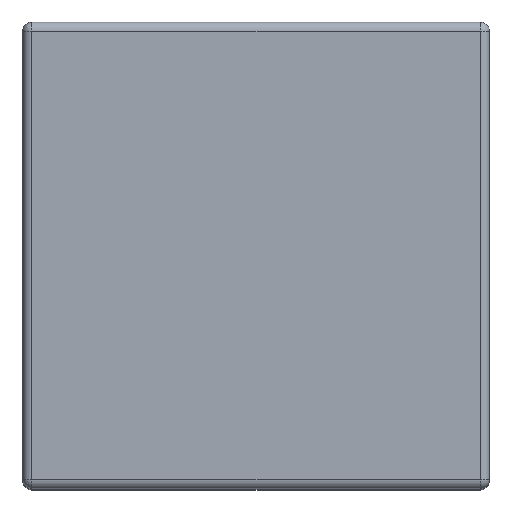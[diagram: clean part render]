
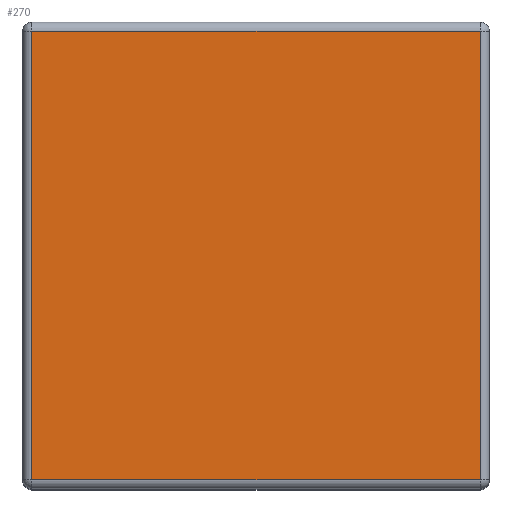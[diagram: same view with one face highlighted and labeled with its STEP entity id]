
A CAD part, top view. The second image highlights one B-rep face of the part: STEP entity #270.
In plain terms, the highlighted planar face has unit normal (0, 0, 1).
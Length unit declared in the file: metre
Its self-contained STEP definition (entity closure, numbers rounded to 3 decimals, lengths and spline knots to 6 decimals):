
#182 = EDGE_CURVE( '', #476, #477, #478, .T. );
#184 = EDGE_CURVE( '', #454, #466, #480, .T. );
#270 = ADVANCED_FACE( '', ( #606 ), #607, .T. );
#384 = EDGE_CURVE( '', #466, #476, #747, .T. );
#404 = EDGE_CURVE( '', #477, #454, #769, .T. );
#454 = VERTEX_POINT( '', #819 );
#466 = VERTEX_POINT( '', #834 );
#476 = VERTEX_POINT( '', #847 );
#477 = VERTEX_POINT( '', #848 );
#478 = LINE( '', #849, #850 );
#480 = LINE( '', #853, #854 );
#606 = FACE_OUTER_BOUND( '', #1022, .T. );
#607 = PLANE( '', #1023 );
#747 = LINE( '', #1226, #1227 );
#769 = LINE( '', #1261, #1262 );
#819 = CARTESIAN_POINT( '', ( 0.00005, 0.001236, 0.0017 ) );
#834 = CARTESIAN_POINT( '', ( 0.00245, 0.001236, 0.0017 ) );
#847 = CARTESIAN_POINT( '', ( 0.00245, -0.001164, 0.0017 ) );
#848 = CARTESIAN_POINT( '', ( 0.00005, -0.001164, 0.0017 ) );
#849 = CARTESIAN_POINT( '', ( 0., -0.001164, 0.0017 ) );
#850 = VECTOR( '', #1312, 1. );
#853 = CARTESIAN_POINT( '', ( 0., 0.001236, 0.0017 ) );
#854 = VECTOR( '', #1313, 1. );
#1022 = EDGE_LOOP( '', ( #1496, #1497, #1498, #1499 ) );
#1023 = AXIS2_PLACEMENT_3D( '', #1500, #1501, #1502 );
#1226 = CARTESIAN_POINT( '', ( 0.00245, 0.000661, 0.0017 ) );
#1227 = VECTOR( '', #1711, 1. );
#1261 = CARTESIAN_POINT( '', ( 0.00005, 0.000661, 0.0017 ) );
#1262 = VECTOR( '', #1740, 1. );
#1312 = DIRECTION( '', ( -1., 0., 0. ) );
#1313 = DIRECTION( '', ( 1., 0., 0. ) );
#1496 = ORIENTED_EDGE( '', *, *, #404, .F. );
#1497 = ORIENTED_EDGE( '', *, *, #182, .F. );
#1498 = ORIENTED_EDGE( '', *, *, #384, .F. );
#1499 = ORIENTED_EDGE( '', *, *, #184, .F. );
#1500 = CARTESIAN_POINT( '', ( 0., 0.001286, 0.0017 ) );
#1501 = DIRECTION( '', ( 0., 0., 1. ) );
#1502 = DIRECTION( '', ( 1., 0., 0. ) );
#1711 = DIRECTION( '', ( 0., -1., 0. ) );
#1740 = DIRECTION( '', ( 0., 1., 0. ) );
